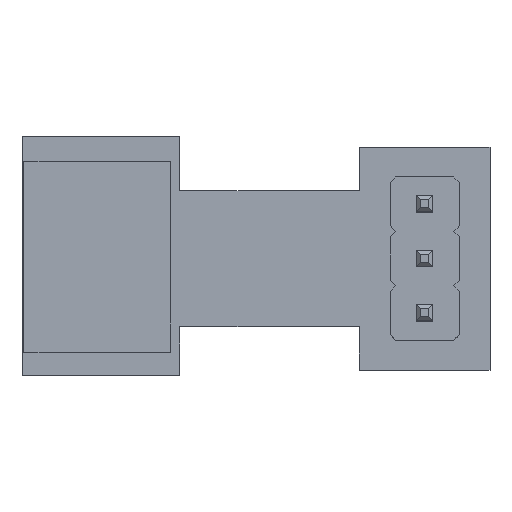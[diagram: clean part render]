
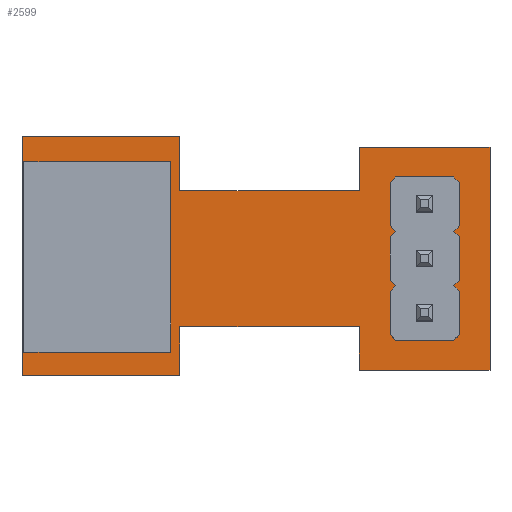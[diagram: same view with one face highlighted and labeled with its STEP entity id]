
A CAD part, top view. The second image highlights one B-rep face of the part: STEP entity #2599.
In plain terms, the highlighted planar face has unit normal (0, 0, 1).
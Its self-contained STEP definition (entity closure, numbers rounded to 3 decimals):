
#2390 = VERTEX_POINT('',#2391);
#2391 = CARTESIAN_POINT('',(138.9,-97.6,1.6));
#2397 = EDGE_CURVE('',#2390,#2398,#2400,.T.);
#2398 = VERTEX_POINT('',#2399);
#2399 = CARTESIAN_POINT('',(142.2,-97.6,1.6));
#2400 = LINE('',#2401,#2402);
#2401 = CARTESIAN_POINT('',(138.9,-97.6,1.6));
#2402 = VECTOR('',#2403,1.);
#2403 = DIRECTION('',(1.,0.,0.));
#2430 = VERTEX_POINT('',#2431);
#2431 = CARTESIAN_POINT('',(138.9,-96.6,1.6));
#2437 = EDGE_CURVE('',#2430,#2390,#2438,.T.);
#2438 = LINE('',#2439,#2440);
#2439 = CARTESIAN_POINT('',(138.9,-96.6,1.6));
#2440 = VECTOR('',#2441,1.);
#2441 = DIRECTION('',(0.,-1.,0.));
#2459 = EDGE_CURVE('',#2398,#2460,#2462,.T.);
#2460 = VERTEX_POINT('',#2461);
#2461 = CARTESIAN_POINT('',(142.2,-96.8,1.6));
#2462 = LINE('',#2463,#2464);
#2463 = CARTESIAN_POINT('',(142.2,-97.6,1.6));
#2464 = VECTOR('',#2465,1.);
#2465 = DIRECTION('',(0.,1.,0.));
#2599 = ADVANCED_FACE('',(#2600,#2675,#2686,#2697),#2708,.T.);
#2600 = FACE_BOUND('',#2601,.T.);
#2601 = EDGE_LOOP('',(#2602,#2603,#2604,#2612,#2620,#2628,#2636,#2644,
    #2652,#2660,#2668,#2674));
#2602 = ORIENTED_EDGE('',*,*,#2397,.F.);
#2603 = ORIENTED_EDGE('',*,*,#2437,.F.);
#2604 = ORIENTED_EDGE('',*,*,#2605,.F.);
#2605 = EDGE_CURVE('',#2606,#2430,#2608,.T.);
#2606 = VERTEX_POINT('',#2607);
#2607 = CARTESIAN_POINT('',(136.,-96.6,1.6));
#2608 = LINE('',#2609,#2610);
#2609 = CARTESIAN_POINT('',(136.,-96.6,1.6));
#2610 = VECTOR('',#2611,1.);
#2611 = DIRECTION('',(1.,0.,0.));
#2612 = ORIENTED_EDGE('',*,*,#2613,.F.);
#2613 = EDGE_CURVE('',#2614,#2606,#2616,.T.);
#2614 = VERTEX_POINT('',#2615);
#2615 = CARTESIAN_POINT('',(136.,-101.,1.6));
#2616 = LINE('',#2617,#2618);
#2617 = CARTESIAN_POINT('',(136.,-101.,1.6));
#2618 = VECTOR('',#2619,1.);
#2619 = DIRECTION('',(0.,1.,0.));
#2620 = ORIENTED_EDGE('',*,*,#2621,.F.);
#2621 = EDGE_CURVE('',#2622,#2614,#2624,.T.);
#2622 = VERTEX_POINT('',#2623);
#2623 = CARTESIAN_POINT('',(138.9,-101.,1.6));
#2624 = LINE('',#2625,#2626);
#2625 = CARTESIAN_POINT('',(138.9,-101.,1.6));
#2626 = VECTOR('',#2627,1.);
#2627 = DIRECTION('',(-1.,0.,0.));
#2628 = ORIENTED_EDGE('',*,*,#2629,.F.);
#2629 = EDGE_CURVE('',#2630,#2622,#2632,.T.);
#2630 = VERTEX_POINT('',#2631);
#2631 = CARTESIAN_POINT('',(138.9,-100.1,1.6));
#2632 = LINE('',#2633,#2634);
#2633 = CARTESIAN_POINT('',(138.9,-100.1,1.6));
#2634 = VECTOR('',#2635,1.);
#2635 = DIRECTION('',(0.,-1.,0.));
#2636 = ORIENTED_EDGE('',*,*,#2637,.F.);
#2637 = EDGE_CURVE('',#2638,#2630,#2640,.T.);
#2638 = VERTEX_POINT('',#2639);
#2639 = CARTESIAN_POINT('',(142.2,-100.1,1.6));
#2640 = LINE('',#2641,#2642);
#2641 = CARTESIAN_POINT('',(142.2,-100.1,1.6));
#2642 = VECTOR('',#2643,1.);
#2643 = DIRECTION('',(-1.,0.,0.));
#2644 = ORIENTED_EDGE('',*,*,#2645,.F.);
#2645 = EDGE_CURVE('',#2646,#2638,#2648,.T.);
#2646 = VERTEX_POINT('',#2647);
#2647 = CARTESIAN_POINT('',(142.2,-100.9,1.6));
#2648 = LINE('',#2649,#2650);
#2649 = CARTESIAN_POINT('',(142.2,-100.9,1.6));
#2650 = VECTOR('',#2651,1.);
#2651 = DIRECTION('',(0.,1.,0.));
#2652 = ORIENTED_EDGE('',*,*,#2653,.F.);
#2653 = EDGE_CURVE('',#2654,#2646,#2656,.T.);
#2654 = VERTEX_POINT('',#2655);
#2655 = CARTESIAN_POINT('',(144.6,-100.9,1.6));
#2656 = LINE('',#2657,#2658);
#2657 = CARTESIAN_POINT('',(144.6,-100.9,1.6));
#2658 = VECTOR('',#2659,1.);
#2659 = DIRECTION('',(-1.,0.,0.));
#2660 = ORIENTED_EDGE('',*,*,#2661,.F.);
#2661 = EDGE_CURVE('',#2662,#2654,#2664,.T.);
#2662 = VERTEX_POINT('',#2663);
#2663 = CARTESIAN_POINT('',(144.6,-96.8,1.6));
#2664 = LINE('',#2665,#2666);
#2665 = CARTESIAN_POINT('',(144.6,-96.8,1.6));
#2666 = VECTOR('',#2667,1.);
#2667 = DIRECTION('',(0.,-1.,0.));
#2668 = ORIENTED_EDGE('',*,*,#2669,.F.);
#2669 = EDGE_CURVE('',#2460,#2662,#2670,.T.);
#2670 = LINE('',#2671,#2672);
#2671 = CARTESIAN_POINT('',(142.2,-96.8,1.6));
#2672 = VECTOR('',#2673,1.);
#2673 = DIRECTION('',(1.,0.,0.));
#2674 = ORIENTED_EDGE('',*,*,#2459,.F.);
#2675 = FACE_BOUND('',#2676,.T.);
#2676 = EDGE_LOOP('',(#2677));
#2677 = ORIENTED_EDGE('',*,*,#2678,.T.);
#2678 = EDGE_CURVE('',#2679,#2679,#2681,.T.);
#2679 = VERTEX_POINT('',#2680);
#2680 = CARTESIAN_POINT('',(143.4,-100.1,1.6));
#2681 = CIRCLE('',#2682,0.25);
#2682 = AXIS2_PLACEMENT_3D('',#2683,#2684,#2685);
#2683 = CARTESIAN_POINT('',(143.4,-99.85,1.6));
#2684 = DIRECTION('',(-0.,0.,-1.));
#2685 = DIRECTION('',(-0.,-1.,0.));
#2686 = FACE_BOUND('',#2687,.T.);
#2687 = EDGE_LOOP('',(#2688));
#2688 = ORIENTED_EDGE('',*,*,#2689,.T.);
#2689 = EDGE_CURVE('',#2690,#2690,#2692,.T.);
#2690 = VERTEX_POINT('',#2691);
#2691 = CARTESIAN_POINT('',(143.4,-99.1,1.6));
#2692 = CIRCLE('',#2693,0.25);
#2693 = AXIS2_PLACEMENT_3D('',#2694,#2695,#2696);
#2694 = CARTESIAN_POINT('',(143.4,-98.85,1.6));
#2695 = DIRECTION('',(-0.,0.,-1.));
#2696 = DIRECTION('',(-0.,-1.,0.));
#2697 = FACE_BOUND('',#2698,.T.);
#2698 = EDGE_LOOP('',(#2699));
#2699 = ORIENTED_EDGE('',*,*,#2700,.T.);
#2700 = EDGE_CURVE('',#2701,#2701,#2703,.T.);
#2701 = VERTEX_POINT('',#2702);
#2702 = CARTESIAN_POINT('',(143.4,-98.1,1.6));
#2703 = CIRCLE('',#2704,0.25);
#2704 = AXIS2_PLACEMENT_3D('',#2705,#2706,#2707);
#2705 = CARTESIAN_POINT('',(143.4,-97.85,1.6));
#2706 = DIRECTION('',(-0.,0.,-1.));
#2707 = DIRECTION('',(-0.,-1.,0.));
#2708 = PLANE('',#2709);
#2709 = AXIS2_PLACEMENT_3D('',#2710,#2711,#2712);
#2710 = CARTESIAN_POINT('',(0.,0.,1.6));
#2711 = DIRECTION('',(0.,0.,1.));
#2712 = DIRECTION('',(1.,0.,-0.));
